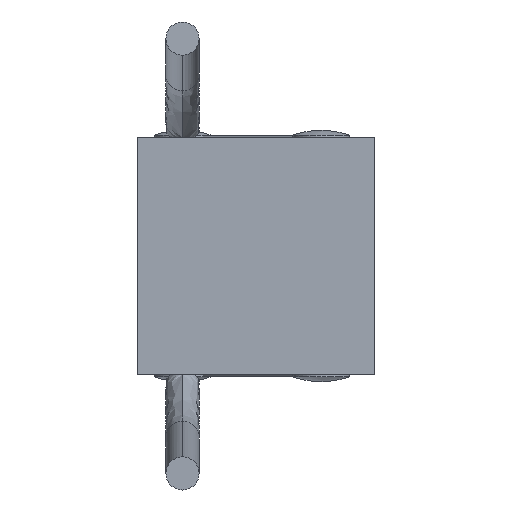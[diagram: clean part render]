
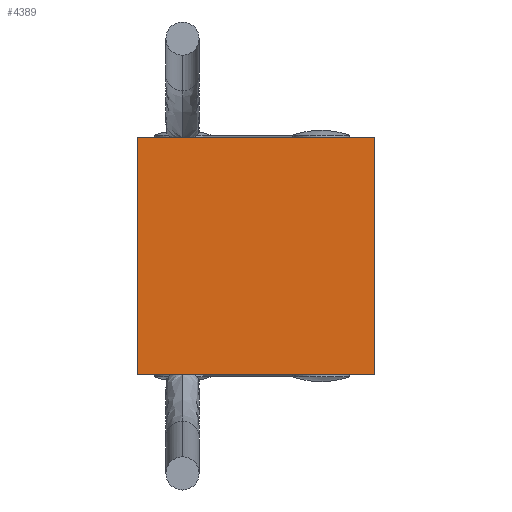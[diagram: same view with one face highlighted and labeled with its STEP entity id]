
A CAD part, front view. The second image highlights one B-rep face of the part: STEP entity #4389.
In plain terms, the highlighted planar face has unit normal (0, -1, 0).
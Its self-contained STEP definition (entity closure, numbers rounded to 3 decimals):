
#314 = CARTESIAN_POINT ( 'NONE',  ( 2.5, -0.51, 2.5 ) ) ;
#331 = CARTESIAN_POINT ( 'NONE',  ( 2.5, -0.51, -2.5 ) ) ;
#384 = ORIENTED_EDGE ( 'NONE', *, *, #3657, .T. ) ;
#390 = ORIENTED_EDGE ( 'NONE', *, *, #3631, .T. ) ;
#391 = ORIENTED_EDGE ( 'NONE', *, *, #3641, .T. ) ;
#450 = VERTEX_POINT ( 'NONE', #4494 ) ;
#459 = VERTEX_POINT ( 'NONE', #4497 ) ;
#460 = EDGE_LOOP ( 'NONE', ( #384, #2488, #391, #390 ) ) ;
#506 = VERTEX_POINT ( 'NONE', #314 ) ;
#523 = VERTEX_POINT ( 'NONE', #331 ) ;
#1158 = LINE ( 'NONE', #1551, #1159 ) ;
#1159 = VECTOR ( 'NONE', #1553, 1000. ) ;
#1171 = LINE ( 'NONE', #1580, #1174 ) ;
#1174 = VECTOR ( 'NONE', #1581, 1000. ) ;
#1175 = LINE ( 'NONE', #1590, #1177 ) ;
#1177 = VECTOR ( 'NONE', #1589, 1000. ) ;
#1182 = LINE ( 'NONE', #1647, #1186 ) ;
#1186 = VECTOR ( 'NONE', #1648, 1000. ) ;
#1239 = AXIS2_PLACEMENT_3D ( 'NONE', #1789, #1790, #1791 ) ;
#1551 = CARTESIAN_POINT ( 'NONE',  ( 2.5, -0.51, 2.5 ) ) ;
#1553 = DIRECTION ( 'NONE',  ( -1., 0., 0. ) ) ;
#1580 = CARTESIAN_POINT ( 'NONE',  ( 2.5, -0.51, 2.5 ) ) ;
#1581 = DIRECTION ( 'NONE',  ( 0., 0., 1. ) ) ;
#1589 = DIRECTION ( 'NONE',  ( 1., 0., 0. ) ) ;
#1590 = CARTESIAN_POINT ( 'NONE',  ( 2.5, -0.51, -2.5 ) ) ;
#1647 = CARTESIAN_POINT ( 'NONE',  ( -2.5, -0.51, 2.5 ) ) ;
#1648 = DIRECTION ( 'NONE',  ( 0., 0., -1. ) ) ;
#1769 = PLANE ( 'NONE',  #1239 ) ;
#1789 = CARTESIAN_POINT ( 'NONE',  ( 0., -0.51, 0. ) ) ;
#1790 = DIRECTION ( 'NONE',  ( 0., 1., 0. ) ) ;
#1791 = DIRECTION ( 'NONE',  ( 0., 0., 1. ) ) ;
#1870 = FACE_OUTER_BOUND ( 'NONE', #460, .T. ) ;
#2488 = ORIENTED_EDGE ( 'NONE', *, *, #3645, .T. ) ;
#3631 = EDGE_CURVE ( 'NONE', #506, #459, #1158, .T. ) ;
#3641 = EDGE_CURVE ( 'NONE', #523, #506, #1171, .T. ) ;
#3645 = EDGE_CURVE ( 'NONE', #450, #523, #1175, .T. ) ;
#3657 = EDGE_CURVE ( 'NONE', #459, #450, #1182, .T. ) ;
#4389 = ADVANCED_FACE ( 'NONE', ( #1870 ), #1769, .F. ) ;
#4494 = CARTESIAN_POINT ( 'NONE',  ( -2.5, -0.51, -2.5 ) ) ;
#4497 = CARTESIAN_POINT ( 'NONE',  ( -2.5, -0.51, 2.5 ) ) ;
